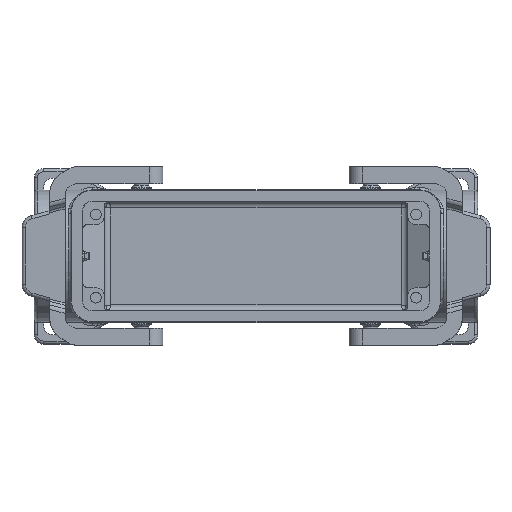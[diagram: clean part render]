
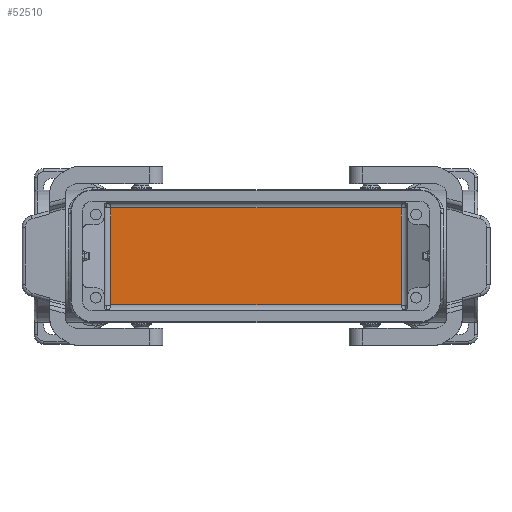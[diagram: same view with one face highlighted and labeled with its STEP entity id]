
A CAD part, top view. The second image highlights one B-rep face of the part: STEP entity #52510.
In plain terms, the highlighted planar face has unit normal (0, 0, 1).
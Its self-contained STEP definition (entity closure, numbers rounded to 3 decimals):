
#37350=CARTESIAN_POINT('',(97.269,40.205,3.));
#37360=DIRECTION('',(0.,0.,1.));
#37370=DIRECTION('',(-1.,0.,0.));
#37380=AXIS2_PLACEMENT_3D('',#37350,#37360,#37370);
#37390=PLANE('',#37380);
#52170=CARTESIAN_POINT('',(13.069,0.,
3.));
#52180=DIRECTION('',(0.,1.,0.));
#52190=VECTOR('',#52180,1.);
#52200=LINE('',#52170,#52190);
#52210=CARTESIAN_POINT('',(13.069,24.455,3.));
#52220=VERTEX_POINT('',#52210);
#52230=CARTESIAN_POINT('',(13.069,55.955,3.));
#52240=VERTEX_POINT('',#52230);
#52250=EDGE_CURVE('',#52220,#52240,#52200,.T.);
#52260=ORIENTED_EDGE('',*,*,#52250,.F.);
#52270=CARTESIAN_POINT('',(0.,55.955,3.));
#52280=DIRECTION('',(-1.,0.,0.));
#52290=VECTOR('',#52280,1.);
#52300=LINE('',#52270,#52290);
#52310=CARTESIAN_POINT('',(107.569,55.955,3.));
#52320=VERTEX_POINT('',#52310);
#52330=EDGE_CURVE('',#52320,#52240,#52300,.T.);
#52340=ORIENTED_EDGE('',*,*,#52330,.T.);
#52350=CARTESIAN_POINT('',(107.569,0.,
3.));
#52360=DIRECTION('',(0.,1.,0.));
#52370=VECTOR('',#52360,1.);
#52380=LINE('',#52350,#52370);
#52390=CARTESIAN_POINT('',(107.569,24.455,3.));
#52400=VERTEX_POINT('',#52390);
#52410=EDGE_CURVE('',#52400,#52320,#52380,.T.);
#52420=ORIENTED_EDGE('',*,*,#52410,.T.);
#52430=CARTESIAN_POINT('',(0.,24.455,3.));
#52440=DIRECTION('',(-1.,0.,0.));
#52450=VECTOR('',#52440,1.);
#52460=LINE('',#52430,#52450);
#52470=EDGE_CURVE('',#52400,#52220,#52460,.T.);
#52480=ORIENTED_EDGE('',*,*,#52470,.F.);
#52490=EDGE_LOOP('',(#52480,#52420,#52340,#52260));
#52500=FACE_OUTER_BOUND('',#52490,.T.);
#52510=ADVANCED_FACE('',(#52500),#37390,.T.);
